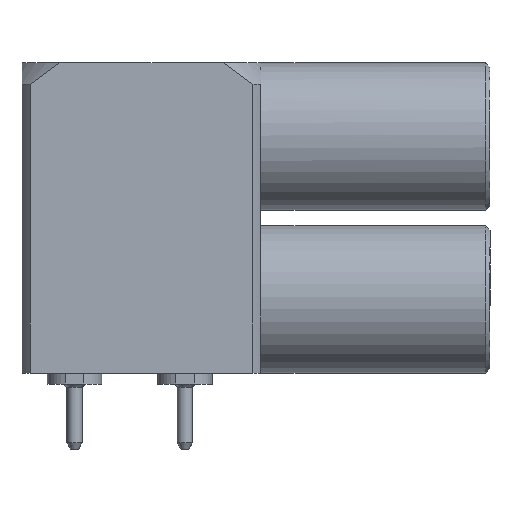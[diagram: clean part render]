
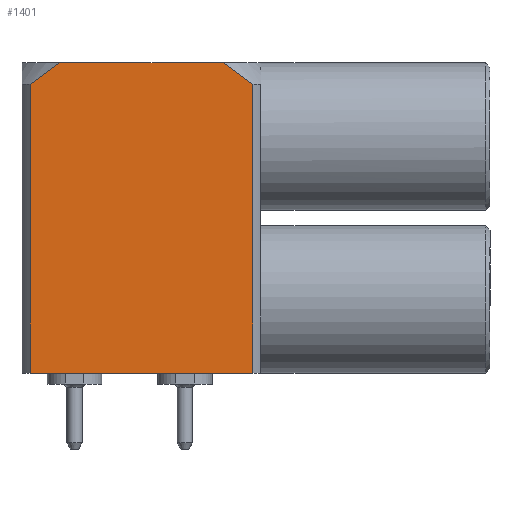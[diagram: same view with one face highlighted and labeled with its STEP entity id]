
A CAD part, top view. The second image highlights one B-rep face of the part: STEP entity #1401.
In plain terms, the highlighted planar face has unit normal (0, 0, 1).
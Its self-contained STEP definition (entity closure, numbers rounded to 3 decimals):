
#176 = EDGE_CURVE ( 'NONE', #1626, #490, #3127, .T. ) ;
#295 = ORIENTED_EDGE ( 'NONE', *, *, #464, .T. ) ;
#464 = EDGE_CURVE ( 'NONE', #1734, #5004, #4345, .T. ) ;
#490 = VERTEX_POINT ( 'NONE', #5575 ) ;
#605 = DIRECTION ( 'NONE',  ( 0., 1., 0. ) ) ;
#757 = CARTESIAN_POINT ( 'NONE',  ( 5.123, 2.4, 4. ) ) ;
#845 = FACE_OUTER_BOUND ( 'NONE', #2522, .T. ) ;
#864 = CARTESIAN_POINT ( 'NONE',  ( -3.775, 3.4, 4. ) ) ;
#1254 = DIRECTION ( 'NONE',  ( 0., 0., 1. ) ) ;
#1401 = ADVANCED_FACE ( 'NONE', ( #845 ), #5245, .T. ) ;
#1530 = LINE ( 'NONE', #2897, #2455 ) ;
#1562 = CARTESIAN_POINT ( 'NONE',  ( -5.123, 2.4, 4. ) ) ;
#1589 = CARTESIAN_POINT ( 'NONE',  ( 5.123, 2.4, 4. ) ) ;
#1626 = VERTEX_POINT ( 'NONE', #1589 ) ;
#1629 = DIRECTION ( 'NONE',  ( -1., 0., 0. ) ) ;
#1666 = EDGE_CURVE ( 'NONE', #4667, #490, #1530, .T. ) ;
#1734 = VERTEX_POINT ( 'NONE', #1562 ) ;
#1755 = DIRECTION ( 'NONE',  ( 1., 0., 0. ) ) ;
#1832 = VECTOR ( 'NONE', #1629, 1000. ) ;
#1864 = ORIENTED_EDGE ( 'NONE', *, *, #4415, .T. ) ;
#1882 = ORIENTED_EDGE ( 'NONE', *, *, #1666, .F. ) ;
#1959 = LINE ( 'NONE', #4615, #3157 ) ;
#2050 = CARTESIAN_POINT ( 'NONE',  ( 5.123, -10.9, 4. ) ) ;
#2091 = CARTESIAN_POINT ( 'NONE',  ( 4.393, 2.976, 4. ) ) ;
#2098 = AXIS2_PLACEMENT_3D ( 'NONE', #3037, #1254, #1755 ) ;
#2197 =( BOUNDED_CURVE ( )  B_SPLINE_CURVE ( 2, ( #864, #2689, #3958 ),
 .UNSPECIFIED., .F., .F. ) 
 B_SPLINE_CURVE_WITH_KNOTS ( ( 3, 3 ),
 ( 0., 0.168 ),
 .UNSPECIFIED. ) 
 CURVE ( )  GEOMETRIC_REPRESENTATION_ITEM ( )  RATIONAL_B_SPLINE_CURVE ( ( 1., 1.006, 1. ) ) 
 REPRESENTATION_ITEM ( '' )  );
#2376 = ORIENTED_EDGE ( 'NONE', *, *, #3274, .F. ) ;
#2455 = VECTOR ( 'NONE', #3365, 1000. ) ;
#2493 = DIRECTION ( 'NONE',  ( 0., -1., 0. ) ) ;
#2522 = EDGE_LOOP ( 'NONE', ( #2376, #1864, #4898, #1882, #3143, #295 ) ) ;
#2689 = CARTESIAN_POINT ( 'NONE',  ( -4.393, 2.976, 4. ) ) ;
#2897 = CARTESIAN_POINT ( 'NONE',  ( 5.5, 3.4, 4. ) ) ;
#3037 = CARTESIAN_POINT ( 'NONE',  ( -2.75, 1.7, 4. ) ) ;
#3127 =( BOUNDED_CURVE ( )  B_SPLINE_CURVE ( 2, ( #757, #2091, #3336 ),
 .UNSPECIFIED., .F., .F. ) 
 B_SPLINE_CURVE_WITH_KNOTS ( ( 3, 3 ),
 ( 0., 0.168 ),
 .UNSPECIFIED. ) 
 CURVE ( )  GEOMETRIC_REPRESENTATION_ITEM ( )  RATIONAL_B_SPLINE_CURVE ( ( 1., 1.006, 1. ) ) 
 REPRESENTATION_ITEM ( '' )  );
#3143 = ORIENTED_EDGE ( 'NONE', *, *, #3621, .T. ) ;
#3157 = VECTOR ( 'NONE', #605, 1000. ) ;
#3159 = CARTESIAN_POINT ( 'NONE',  ( -3.775, 3.4, 4. ) ) ;
#3274 = EDGE_CURVE ( 'NONE', #3361, #5004, #4281, .T. ) ;
#3336 = CARTESIAN_POINT ( 'NONE',  ( 3.775, 3.4, 4. ) ) ;
#3361 = VERTEX_POINT ( 'NONE', #2050 ) ;
#3365 = DIRECTION ( 'NONE',  ( 1., 0., 0. ) ) ;
#3474 = CARTESIAN_POINT ( 'NONE',  ( -5.5, -10.9, 4. ) ) ;
#3621 = EDGE_CURVE ( 'NONE', #4667, #1734, #2197, .T. ) ;
#3755 = VECTOR ( 'NONE', #2493, 1000. ) ;
#3958 = CARTESIAN_POINT ( 'NONE',  ( -5.123, 2.4, 4. ) ) ;
#4281 = LINE ( 'NONE', #3474, #1832 ) ;
#4345 = LINE ( 'NONE', #5661, #3755 ) ;
#4415 = EDGE_CURVE ( 'NONE', #3361, #1626, #1959, .T. ) ;
#4615 = CARTESIAN_POINT ( 'NONE',  ( 5.123, -4.25, 4. ) ) ;
#4667 = VERTEX_POINT ( 'NONE', #3159 ) ;
#4834 = CARTESIAN_POINT ( 'NONE',  ( -5.123, -10.9, 4. ) ) ;
#4898 = ORIENTED_EDGE ( 'NONE', *, *, #176, .T. ) ;
#5004 = VERTEX_POINT ( 'NONE', #4834 ) ;
#5245 = PLANE ( 'NONE',  #2098 ) ;
#5575 = CARTESIAN_POINT ( 'NONE',  ( 3.775, 3.4, 4. ) ) ;
#5661 = CARTESIAN_POINT ( 'NONE',  ( -5.123, -4.25, 4. ) ) ;
